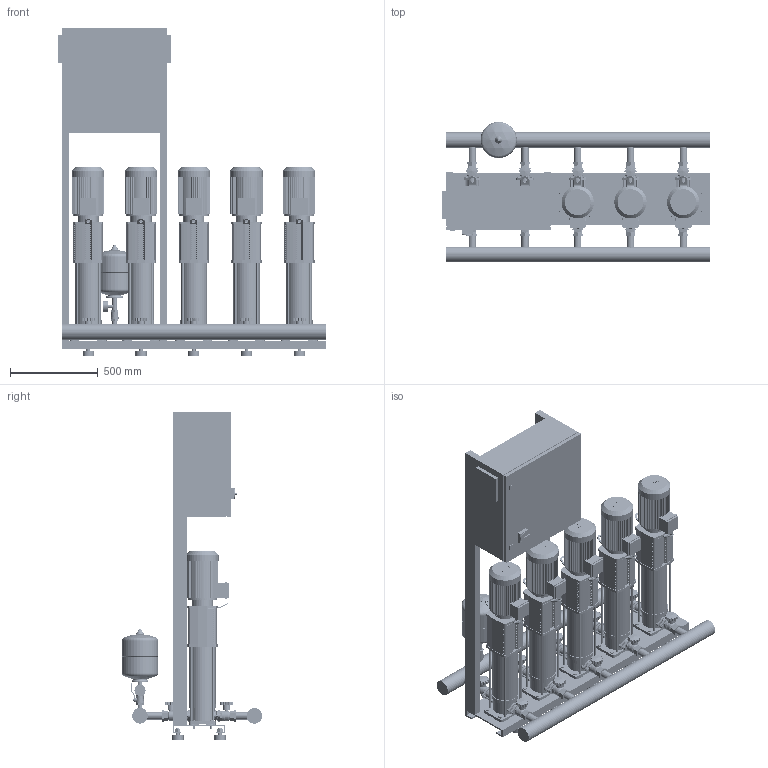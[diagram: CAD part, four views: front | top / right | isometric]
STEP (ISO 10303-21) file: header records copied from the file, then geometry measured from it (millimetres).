
FILE_DESCRIPTION((''),'2;1');
FILE_NAME('3d_CO-5HELIXV610_K_CC-01-2535359.stp','2016-01-25T08:25:36',(''),(''),'Mechanical Desktop 2009','Mechanical Desktop 2009',', , ');
FILE_SCHEMA(('CONFIG_CONTROL_DESIGN'));
Length unit declared in the file: millimetre
Products named in the file (1): Product
Bounding box: 1520 x 797.45 x 1870 mm (x, y, z)
Volume: 232973714.1 mm3; surface area: 12381359.4 mm2
Topology: 198 solids, 198 shells, 7440 faces, 19647 edges, 12951 vertices
Faces by surface type: plane 3664, bspline 1821, cylinder 1675, cone 252, torus 26, sphere 2
Entity records: 241063 total; most frequent: CARTESIAN_POINT 56796, ORIENTED_EDGE 39254, DIRECTION 35174, EDGE_CURVE 19627, VECTOR 13804, LINE 13804, VERTEX_POINT 12945, AXIS2_PLACEMENT_3D 10685
